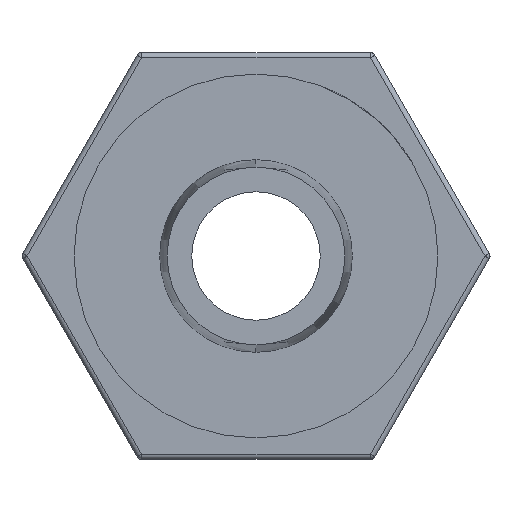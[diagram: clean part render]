
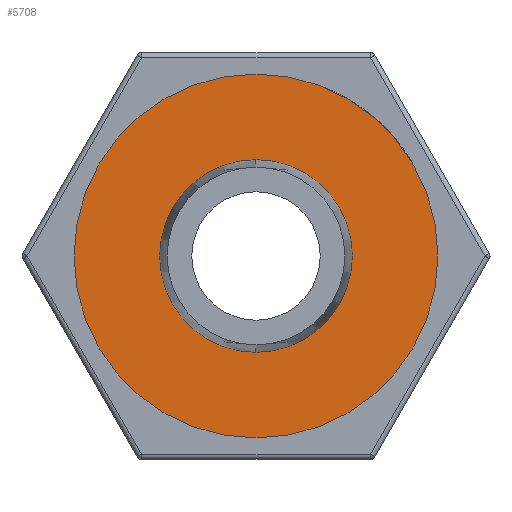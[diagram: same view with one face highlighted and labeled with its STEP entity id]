
A CAD part, left-side view. The second image highlights one B-rep face of the part: STEP entity #5708.
In plain terms, the highlighted planar face has unit normal (-1, 0, 0).
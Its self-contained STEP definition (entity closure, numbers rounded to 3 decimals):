
#101 = EDGE_CURVE ( 'NONE', #1510, #4096, #5655, .T. ) ;
#193 = DIRECTION ( 'NONE',  ( -1., 0., 0. ) ) ;
#194 = ORIENTED_EDGE ( 'NONE', *, *, #5649, .F. ) ;
#247 = CARTESIAN_POINT ( 'NONE',  ( 7.5, 4.5, 0. ) ) ;
#970 = DIRECTION ( 'NONE',  ( 0., 0., 1. ) ) ;
#1056 = AXIS2_PLACEMENT_3D ( 'NONE', #2469, #2026, #1563 ) ;
#1153 = DIRECTION ( 'NONE',  ( 1., 0., 0. ) ) ;
#1397 = DIRECTION ( 'NONE',  ( -1., 0., 0. ) ) ;
#1510 = VERTEX_POINT ( 'NONE', #5114 ) ;
#1563 = DIRECTION ( 'NONE',  ( 0., 0., 1. ) ) ;
#1958 = DIRECTION ( 'NONE',  ( 0., 0., 1. ) ) ;
#2026 = DIRECTION ( 'NONE',  ( -1., 0., 0. ) ) ;
#2088 = AXIS2_PLACEMENT_3D ( 'NONE', #5105, #2415, #4615 ) ;
#2153 = ORIENTED_EDGE ( 'NONE', *, *, #5209, .T. ) ;
#2265 = EDGE_CURVE ( 'NONE', #3005, #3575, #3379, .T. ) ;
#2403 = CARTESIAN_POINT ( 'NONE',  ( 7.5, 0., 0. ) ) ;
#2415 = DIRECTION ( 'NONE',  ( -1., 0., 0. ) ) ;
#2469 = CARTESIAN_POINT ( 'NONE',  ( 7.5, 0., 0. ) ) ;
#2928 = DIRECTION ( 'NONE',  ( 0., 0., -1. ) ) ;
#2932 = CARTESIAN_POINT ( 'NONE',  ( 7.5, 0., -4.5 ) ) ;
#3005 = VERTEX_POINT ( 'NONE', #3066 ) ;
#3066 = CARTESIAN_POINT ( 'NONE',  ( 7.5, 0., 4.5 ) ) ;
#3081 = ORIENTED_EDGE ( 'NONE', *, *, #101, .T. ) ;
#3360 = FACE_BOUND ( 'NONE', #4848, .T. ) ;
#3379 = CIRCLE ( 'NONE', #1056, 4.5 ) ;
#3394 = CIRCLE ( 'NONE', #5232, 4.5 ) ;
#3575 = VERTEX_POINT ( 'NONE', #2932 ) ;
#3610 = CARTESIAN_POINT ( 'NONE',  ( 7.5, 0., 0. ) ) ;
#3790 = ORIENTED_EDGE ( 'NONE', *, *, #2265, .F. ) ;
#4096 = VERTEX_POINT ( 'NONE', #4557 ) ;
#4361 = AXIS2_PLACEMENT_3D ( 'NONE', #3610, #1397, #970 ) ;
#4557 = CARTESIAN_POINT ( 'NONE',  ( 7.5, 0., 8.5 ) ) ;
#4615 = DIRECTION ( 'NONE',  ( 0., 0., 1. ) ) ;
#4624 = FACE_OUTER_BOUND ( 'NONE', #5376, .T. ) ;
#4848 = EDGE_LOOP ( 'NONE', ( #3790, #194 ) ) ;
#5087 = PLANE ( 'NONE',  #5319 ) ;
#5105 = CARTESIAN_POINT ( 'NONE',  ( 7.5, 0., 0. ) ) ;
#5114 = CARTESIAN_POINT ( 'NONE',  ( 7.5, 0., -8.5 ) ) ;
#5209 = EDGE_CURVE ( 'NONE', #4096, #1510, #5422, .T. ) ;
#5232 = AXIS2_PLACEMENT_3D ( 'NONE', #2403, #193, #1958 ) ;
#5319 = AXIS2_PLACEMENT_3D ( 'NONE', #247, #1153, #2928 ) ;
#5376 = EDGE_LOOP ( 'NONE', ( #2153, #3081 ) ) ;
#5422 = CIRCLE ( 'NONE', #2088, 8.5 ) ;
#5649 = EDGE_CURVE ( 'NONE', #3575, #3005, #3394, .T. ) ;
#5655 = CIRCLE ( 'NONE', #4361, 8.5 ) ;
#5708 = ADVANCED_FACE ( 'NONE', ( #3360, #4624 ), #5087, .F. ) ;
